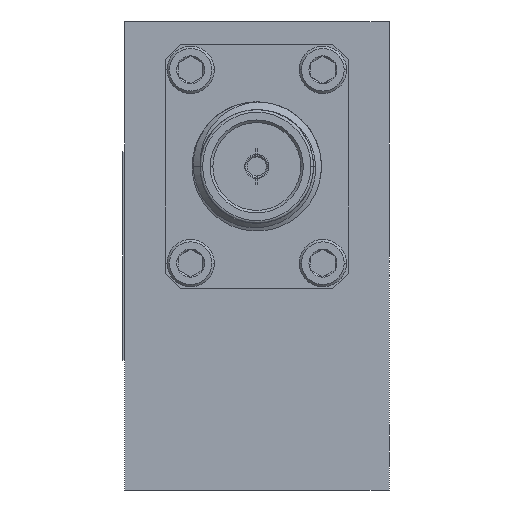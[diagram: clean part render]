
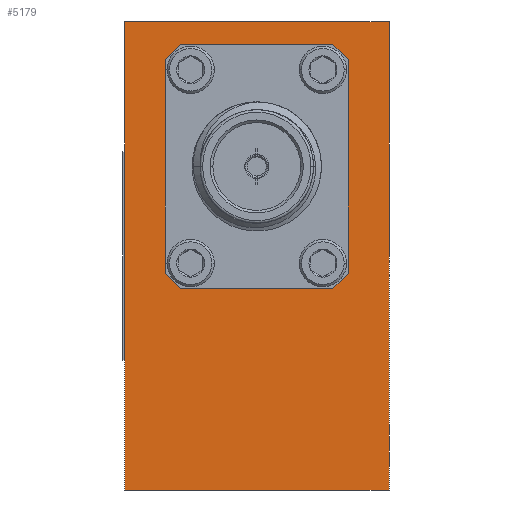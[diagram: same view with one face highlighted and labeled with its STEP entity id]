
A CAD part, left-side view. The second image highlights one B-rep face of the part: STEP entity #5179.
In plain terms, the highlighted planar face has unit normal (-1, 0, 0).
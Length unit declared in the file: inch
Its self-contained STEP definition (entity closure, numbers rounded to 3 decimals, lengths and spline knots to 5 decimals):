
#12 = DIRECTION ( 'NONE',  ( 0., -1., 0. ) ) ;
#87 = CARTESIAN_POINT ( 'NONE',  ( -0.7874, 0.17717, 0.37945 ) ) ;
#205 = CARTESIAN_POINT ( 'NONE',  ( -0.7874, -0.17717, 0.37945 ) ) ;
#249 = LINE ( 'NONE', #11533, #9740 ) ;
#299 = ORIENTED_EDGE ( 'NONE', *, *, #6977, .F. ) ;
#302 = ORIENTED_EDGE ( 'NONE', *, *, #5842, .F. ) ;
#334 = CARTESIAN_POINT ( 'NONE',  ( -0.7874, 0.25591, 0.45276 ) ) ;
#354 = ORIENTED_EDGE ( 'NONE', *, *, #2119, .T. ) ;
#451 = LINE ( 'NONE', #334, #3956 ) ;
#587 = ORIENTED_EDGE ( 'NONE', *, *, #6991, .T. ) ;
#751 = DIRECTION ( 'NONE',  ( 0., 0.707, 0.707 ) ) ;
#922 = DIRECTION ( 'NONE',  ( 0., -0.707, -0.707 ) ) ;
#1005 = VERTEX_POINT ( 'NONE', #7724 ) ;
#1069 = CARTESIAN_POINT ( 'NONE',  ( -0.7874, 0.17717, -0.03299 ) ) ;
#1304 = VECTOR ( 'NONE', #922, 39.37008 ) ;
#1463 = DIRECTION ( 'NONE',  ( 0., 1., 0. ) ) ;
#1564 = CARTESIAN_POINT ( 'NONE',  ( -0.7874, 0.25591, 0.45276 ) ) ;
#1648 = VECTOR ( 'NONE', #4425, 39.37008 ) ;
#1919 = LINE ( 'NONE', #4784, #12068 ) ;
#2022 = CARTESIAN_POINT ( 'NONE',  ( -0.7874, 0.17717, 0.40945 ) ) ;
#2046 = EDGE_CURVE ( 'NONE', #6274, #1005, #3075, .T. ) ;
#2098 = EDGE_CURVE ( 'NONE', #7704, #4156, #9045, .T. ) ;
#2119 = EDGE_CURVE ( 'NONE', #12112, #11186, #12036, .T. ) ;
#2292 = EDGE_CURVE ( 'NONE', #6727, #7704, #8544, .T. ) ;
#2617 = EDGE_CURVE ( 'NONE', #6727, #3358, #451, .T. ) ;
#2623 = DIRECTION ( 'NONE',  ( 1., 0., 0. ) ) ;
#2697 = VECTOR ( 'NONE', #4075, 39.37008 ) ;
#2785 = CARTESIAN_POINT ( 'NONE',  ( -0.7874, 0.25591, 0.45276 ) ) ;
#2875 = ORIENTED_EDGE ( 'NONE', *, *, #8148, .F. ) ;
#3004 = VECTOR ( 'NONE', #12, 39.37008 ) ;
#3075 = LINE ( 'NONE', #3897, #7028 ) ;
#3118 = VERTEX_POINT ( 'NONE', #205 ) ;
#3176 = CARTESIAN_POINT ( 'NONE',  ( -0.7874, -0.25591, 0.45276 ) ) ;
#3358 = VERTEX_POINT ( 'NONE', #7533 ) ;
#3422 = CARTESIAN_POINT ( 'NONE',  ( -0.7874, -0.25591, 0.45276 ) ) ;
#3752 = ORIENTED_EDGE ( 'NONE', *, *, #2617, .F. ) ;
#3811 = EDGE_CURVE ( 'NONE', #12112, #6354, #10078, .T. ) ;
#3897 = CARTESIAN_POINT ( 'NONE',  ( -0.7874, 0.19169, 0.36492 ) ) ;
#3956 = VECTOR ( 'NONE', #4010, 39.37008 ) ;
#4010 = DIRECTION ( 'NONE',  ( 0., 0., 1. ) ) ;
#4075 = DIRECTION ( 'NONE',  ( 0., 0., -1. ) ) ;
#4108 = DIRECTION ( 'NONE',  ( 0., 0., 1. ) ) ;
#4114 = VECTOR ( 'NONE', #10996, 39.37008 ) ;
#4156 = VERTEX_POINT ( 'NONE', #3176 ) ;
#4179 = ORIENTED_EDGE ( 'NONE', *, *, #2046, .T. ) ;
#4196 = CARTESIAN_POINT ( 'NONE',  ( -0.7874, -0.14717, 0.40945 ) ) ;
#4212 = ORIENTED_EDGE ( 'NONE', *, *, #3811, .F. ) ;
#4223 = CARTESIAN_POINT ( 'NONE',  ( -0.7874, -0.17717, -0.06299 ) ) ;
#4250 = VECTOR ( 'NONE', #751, 39.37008 ) ;
#4425 = DIRECTION ( 'NONE',  ( 0., 0., 1. ) ) ;
#4498 = FACE_BOUND ( 'NONE', #10967, .T. ) ;
#4784 = CARTESIAN_POINT ( 'NONE',  ( -0.7874, -0.17717, 0.40945 ) ) ;
#5179 = ADVANCED_FACE ( 'NONE', ( #4498, #11046 ), #10107, .F. ) ;
#5493 = DIRECTION ( 'NONE',  ( 0., 1., 0. ) ) ;
#5622 = ORIENTED_EDGE ( 'NONE', *, *, #2292, .T. ) ;
#5650 = LINE ( 'NONE', #9461, #1304 ) ;
#5671 = CARTESIAN_POINT ( 'NONE',  ( -0.7874, 0.14717, -0.06299 ) ) ;
#5842 = EDGE_CURVE ( 'NONE', #6274, #11186, #6941, .T. ) ;
#5877 = CARTESIAN_POINT ( 'NONE',  ( -0.7874, -0.14717, -0.06299 ) ) ;
#6211 = DIRECTION ( 'NONE',  ( 0., -1., 0. ) ) ;
#6274 = VERTEX_POINT ( 'NONE', #87 ) ;
#6354 = VERTEX_POINT ( 'NONE', #5877 ) ;
#6397 = CARTESIAN_POINT ( 'NONE',  ( -0.7874, -0.17717, -0.03299 ) ) ;
#6601 = CARTESIAN_POINT ( 'NONE',  ( -0.7874, 0.25591, -0.45276 ) ) ;
#6683 = VERTEX_POINT ( 'NONE', #6397 ) ;
#6727 = VERTEX_POINT ( 'NONE', #12204 ) ;
#6753 = DIRECTION ( 'NONE',  ( 0., -0.707, 0.707 ) ) ;
#6900 = ORIENTED_EDGE ( 'NONE', *, *, #2098, .T. ) ;
#6941 = LINE ( 'NONE', #2022, #2697 ) ;
#6977 = EDGE_CURVE ( 'NONE', #3358, #4156, #11335, .T. ) ;
#6991 = EDGE_CURVE ( 'NONE', #9775, #3118, #5650, .T. ) ;
#7028 = VECTOR ( 'NONE', #6753, 39.37008 ) ;
#7082 = EDGE_LOOP ( 'NONE', ( #6900, #299, #3752, #5622 ) ) ;
#7183 = CARTESIAN_POINT ( 'NONE',  ( -0.7874, -0.19169, -0.01846 ) ) ;
#7258 = AXIS2_PLACEMENT_3D ( 'NONE', #1564, #2623, #5493 ) ;
#7303 = ORIENTED_EDGE ( 'NONE', *, *, #10207, .F. ) ;
#7533 = CARTESIAN_POINT ( 'NONE',  ( -0.7874, 0.25591, 0.45276 ) ) ;
#7671 = VECTOR ( 'NONE', #9528, 39.37008 ) ;
#7704 = VERTEX_POINT ( 'NONE', #10537 ) ;
#7724 = CARTESIAN_POINT ( 'NONE',  ( -0.7874, 0.14717, 0.40945 ) ) ;
#8148 = EDGE_CURVE ( 'NONE', #9775, #1005, #1919, .T. ) ;
#8222 = CARTESIAN_POINT ( 'NONE',  ( -0.7874, 0.19169, -0.01846 ) ) ;
#8246 = LINE ( 'NONE', #7183, #4114 ) ;
#8544 = LINE ( 'NONE', #6601, #3004 ) ;
#8664 = EDGE_CURVE ( 'NONE', #6683, #6354, #8246, .T. ) ;
#9035 = VECTOR ( 'NONE', #6211, 39.37008 ) ;
#9045 = LINE ( 'NONE', #3422, #1648 ) ;
#9461 = CARTESIAN_POINT ( 'NONE',  ( -0.7874, -0.19169, 0.36492 ) ) ;
#9528 = DIRECTION ( 'NONE',  ( 0., -1., 0. ) ) ;
#9644 = ORIENTED_EDGE ( 'NONE', *, *, #8664, .T. ) ;
#9740 = VECTOR ( 'NONE', #4108, 39.37008 ) ;
#9775 = VERTEX_POINT ( 'NONE', #4196 ) ;
#10078 = LINE ( 'NONE', #4223, #9035 ) ;
#10107 = PLANE ( 'NONE',  #7258 ) ;
#10207 = EDGE_CURVE ( 'NONE', #6683, #3118, #249, .T. ) ;
#10537 = CARTESIAN_POINT ( 'NONE',  ( -0.7874, -0.25591, -0.45276 ) ) ;
#10967 = EDGE_LOOP ( 'NONE', ( #4212, #354, #302, #4179, #2875, #587, #7303, #9644 ) ) ;
#10996 = DIRECTION ( 'NONE',  ( 0., 0.707, -0.707 ) ) ;
#11046 = FACE_OUTER_BOUND ( 'NONE', #7082, .T. ) ;
#11186 = VERTEX_POINT ( 'NONE', #1069 ) ;
#11335 = LINE ( 'NONE', #2785, #7671 ) ;
#11533 = CARTESIAN_POINT ( 'NONE',  ( -0.7874, -0.17717, 0.40945 ) ) ;
#12036 = LINE ( 'NONE', #8222, #4250 ) ;
#12068 = VECTOR ( 'NONE', #1463, 39.37008 ) ;
#12112 = VERTEX_POINT ( 'NONE', #5671 ) ;
#12204 = CARTESIAN_POINT ( 'NONE',  ( -0.7874, 0.25591, -0.45276 ) ) ;
